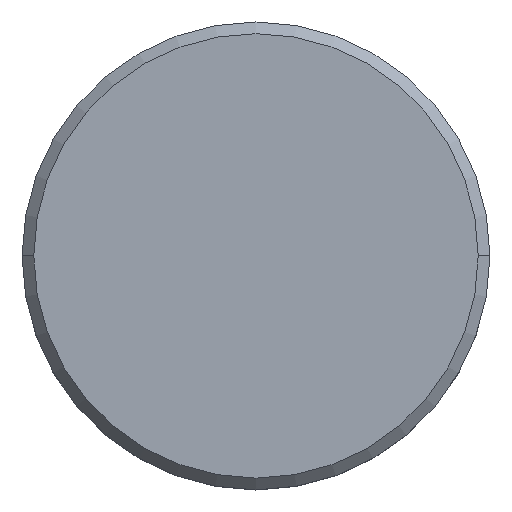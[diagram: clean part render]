
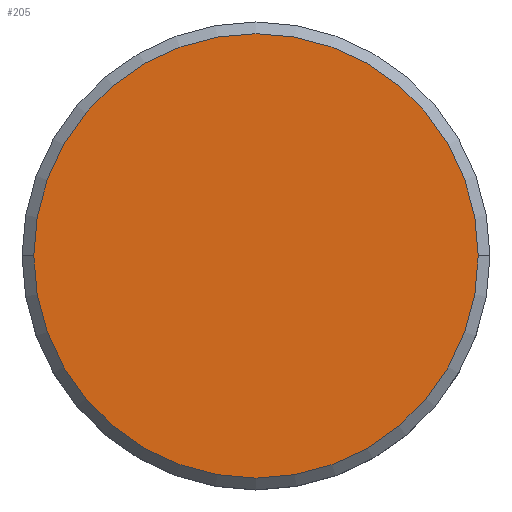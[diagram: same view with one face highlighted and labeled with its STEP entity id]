
A CAD part, top view. The second image highlights one B-rep face of the part: STEP entity #205.
In plain terms, the highlighted planar face has unit normal (0, 0, 1).
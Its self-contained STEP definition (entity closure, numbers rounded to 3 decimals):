
#16 = EDGE_CURVE ( 'NONE', #448, #262, #85, .T. ) ;
#40 = DIRECTION ( 'NONE',  ( 0., 0., 1. ) ) ;
#85 = CIRCLE ( 'NONE', #128, 9.5 ) ;
#94 = CARTESIAN_POINT ( 'NONE',  ( 0., 0., 0. ) ) ;
#128 = AXIS2_PLACEMENT_3D ( 'NONE', #458, #40, #502 ) ;
#137 = PLANE ( 'NONE',  #335 ) ;
#160 = ORIENTED_EDGE ( 'NONE', *, *, #371, .T. ) ;
#181 = CARTESIAN_POINT ( 'NONE',  ( -9.5, 0., 0. ) ) ;
#196 = AXIS2_PLACEMENT_3D ( 'NONE', #353, #369, #510 ) ;
#205 = ADVANCED_FACE ( 'NONE', ( #211 ), #137, .T. ) ;
#211 = FACE_OUTER_BOUND ( 'NONE', #271, .T. ) ;
#232 = DIRECTION ( 'NONE',  ( 1., 0., 0. ) ) ;
#240 = CIRCLE ( 'NONE', #196, 9.5 ) ;
#262 = VERTEX_POINT ( 'NONE', #292 ) ;
#271 = EDGE_LOOP ( 'NONE', ( #314, #160 ) ) ;
#292 = CARTESIAN_POINT ( 'NONE',  ( 9.5, 0., 0. ) ) ;
#298 = DIRECTION ( 'NONE',  ( 0., 0., 1. ) ) ;
#314 = ORIENTED_EDGE ( 'NONE', *, *, #16, .T. ) ;
#335 = AXIS2_PLACEMENT_3D ( 'NONE', #94, #298, #232 ) ;
#353 = CARTESIAN_POINT ( 'NONE',  ( 0., 0., 0. ) ) ;
#369 = DIRECTION ( 'NONE',  ( 0., 0., 1. ) ) ;
#371 = EDGE_CURVE ( 'NONE', #262, #448, #240, .T. ) ;
#448 = VERTEX_POINT ( 'NONE', #181 ) ;
#458 = CARTESIAN_POINT ( 'NONE',  ( 0., 0., 0. ) ) ;
#502 = DIRECTION ( 'NONE',  ( 1., 0., 0. ) ) ;
#510 = DIRECTION ( 'NONE',  ( 1., 0., 0. ) ) ;
